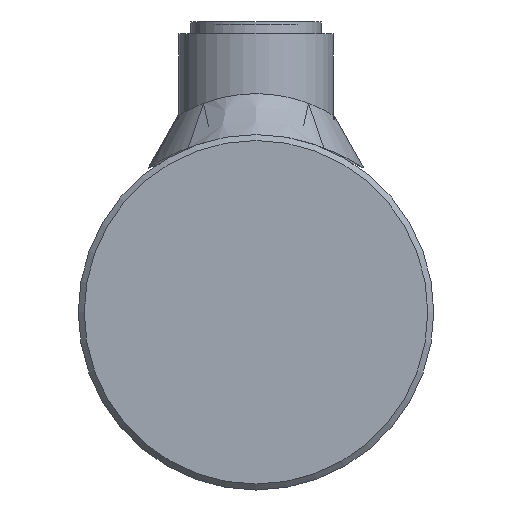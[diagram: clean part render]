
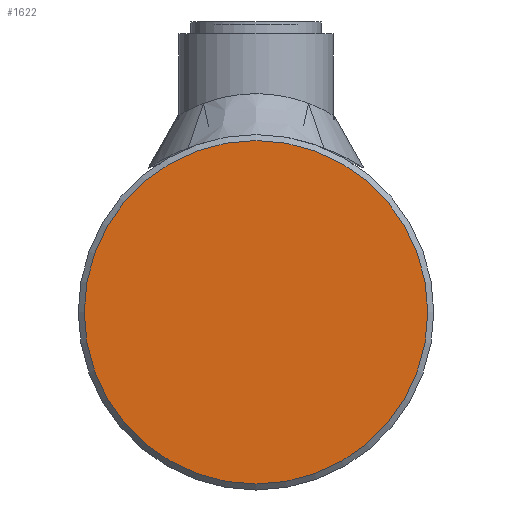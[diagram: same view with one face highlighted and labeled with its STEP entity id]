
A CAD part, left-side view. The second image highlights one B-rep face of the part: STEP entity #1622.
In plain terms, the highlighted planar face has unit normal (-1, 0, 0).
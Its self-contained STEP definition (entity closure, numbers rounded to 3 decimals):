
#1622 = ADVANCED_FACE( '', ( #4653 ), #4654, .T. );
#4653 = FACE_OUTER_BOUND( '', #5632, .T. );
#4654 = PLANE( '', #5633 );
#5632 = EDGE_LOOP( '', ( #6055 ) );
#5633 = AXIS2_PLACEMENT_3D( '', #6056, #6057, #6058 );
#6055 = ORIENTED_EDGE( '', *, *, #6694, .T. );
#6056 = CARTESIAN_POINT( '', ( -10., 0., 0. ) );
#6057 = DIRECTION( '', ( -1., 0., 0. ) );
#6058 = DIRECTION( '', ( 0., -1., 0. ) );
#6694 = EDGE_CURVE( '', #8199, #8199, #8200, .T. );
#8199 = VERTEX_POINT( '', #8669 );
#8200 = CIRCLE( '', #8670, 29. );
#8669 = CARTESIAN_POINT( '', ( -10., -29., 0. ) );
#8670 = AXIS2_PLACEMENT_3D( '', #8781, #8782, #8783 );
#8781 = CARTESIAN_POINT( '', ( -10., 0., 0. ) );
#8782 = DIRECTION( '', ( -1., 0., 0. ) );
#8783 = DIRECTION( '', ( 0., -1., 0. ) );
